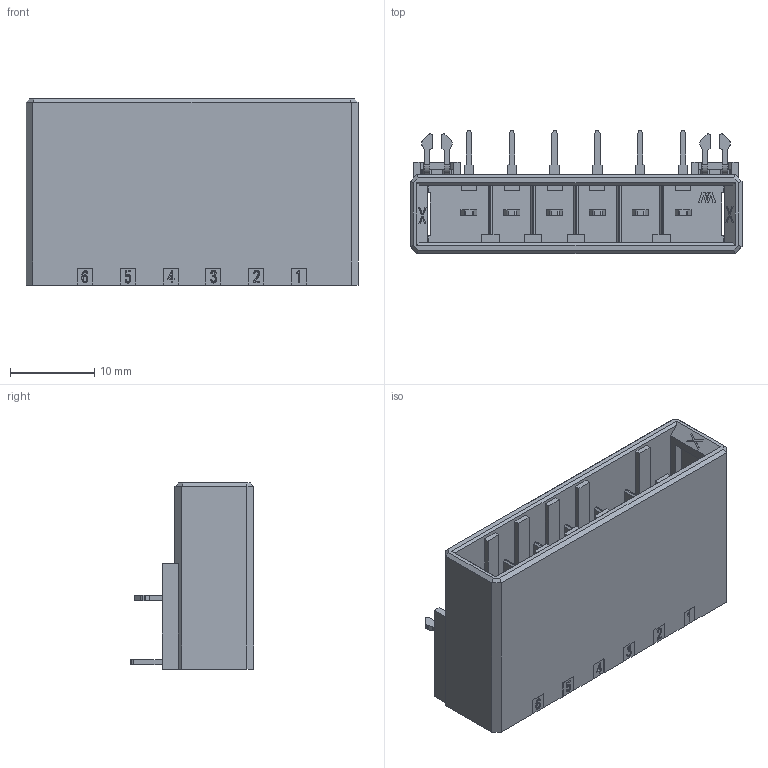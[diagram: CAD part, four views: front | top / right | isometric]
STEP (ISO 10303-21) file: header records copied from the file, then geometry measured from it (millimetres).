
FILE_DESCRIPTION( ('This file contains a STEP AP42 implementation' ,'as created by ZW3D STEP Interface translator.') ,'2;1' );
FILE_NAME( 'WD5085-1WR06XXBT01W.stp' ,'2312 6.153118', (''), ('ZWCAD Software Co.'), 'Version 1.0', 'ZW3D to STEP translator', '' );
FILE_SCHEMA(('AUTOMOTIVE_DESIGN { 1 0 10303 214 1 1 1 1 }'));
Length unit declared in the file: millimetre
Products named in the file (2): 0; WD5085-1WR06XXBT01W
Bounding box: 39.4 x 14.65 x 22.1 mm (x, y, z)
Volume: 3850.1 mm3; surface area: 6791.7 mm2
Topology: 1 solids, 1 shells, 1290 faces, 3804 edges, 2526 vertices
Faces by surface type: plane 1189, cylinder 86, bspline 15
Entity records: 43641 total; most frequent: CARTESIAN_POINT 7848, ORIENTED_EDGE 7608, DIRECTION 6478, EDGE_CURVE 3804, VECTOR 3590, LINE 3590, VERTEX_POINT 2526, AXIS2_PLACEMENT_3D 1444
